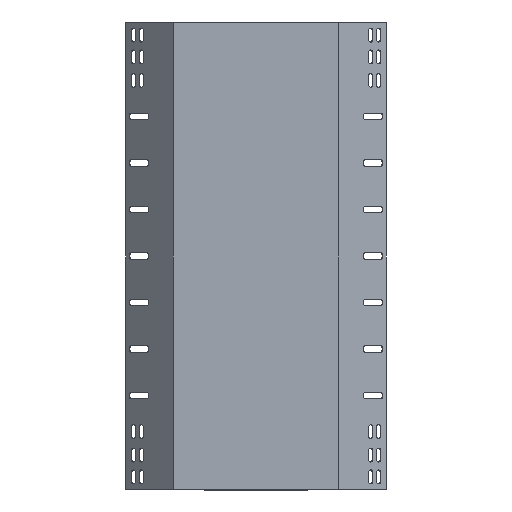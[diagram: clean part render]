
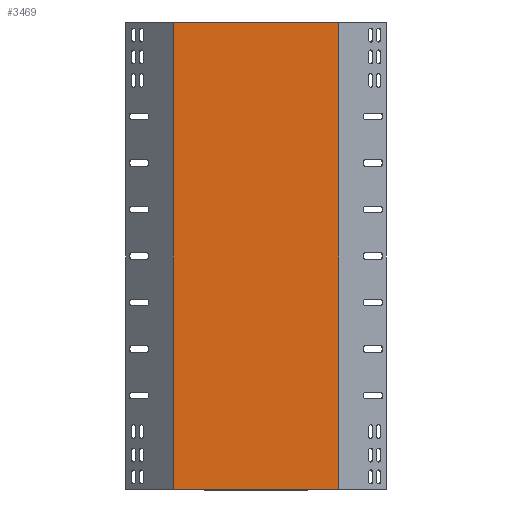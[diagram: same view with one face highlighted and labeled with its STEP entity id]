
A CAD part, front view. The second image highlights one B-rep face of the part: STEP entity #3469.
In plain terms, the highlighted planar face has unit normal (0, -1, 0).
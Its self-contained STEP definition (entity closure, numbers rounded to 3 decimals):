
#750 = CARTESIAN_POINT ( 'NONE',  ( -110.949, -23.927, 225.8 ) ) ;
#1111 = ORIENTED_EDGE ( 'NONE', *, *, #6043, .F. ) ;
#2003 = CARTESIAN_POINT ( 'NONE',  ( -110.618, -23.927, 225. ) ) ;
#2532 = DIRECTION ( 'NONE',  ( 1., 0., 0. ) ) ;
#2816 = VECTOR ( 'NONE', #9582, 1000. ) ;
#2847 = EDGE_CURVE ( 'NONE', #8802, #3841, #8396, .T. ) ;
#2910 = CARTESIAN_POINT ( 'NONE',  ( 66.713, -23.927, 225.8 ) ) ;
#3234 = ORIENTED_EDGE ( 'NONE', *, *, #4637, .T. ) ;
#3342 = LINE ( 'NONE', #6634, #9428 ) ;
#3469 = ADVANCED_FACE ( 'NONE', ( #6184 ), #9152, .F. ) ;
#3538 = DIRECTION ( 'NONE',  ( 1., 0., 0. ) ) ;
#3841 = VERTEX_POINT ( 'NONE', #2910 ) ;
#3889 = AXIS2_PLACEMENT_3D ( 'NONE', #2003, #4387, #9955 ) ;
#4387 = DIRECTION ( 'NONE',  ( 0., 1., 0. ) ) ;
#4637 = EDGE_CURVE ( 'NONE', #6570, #3841, #4873, .T. ) ;
#4671 = CARTESIAN_POINT ( 'NONE',  ( 66.713, -23.927, -275.8 ) ) ;
#4873 = LINE ( 'NONE', #5609, #2816 ) ;
#5108 = CARTESIAN_POINT ( 'NONE',  ( -111.853, -23.927, -275.8 ) ) ;
#5194 = LINE ( 'NONE', #5108, #7285 ) ;
#5609 = CARTESIAN_POINT ( 'NONE',  ( 66.713, -23.927, -275.612 ) ) ;
#6032 = ORIENTED_EDGE ( 'NONE', *, *, #6073, .T. ) ;
#6043 = EDGE_CURVE ( 'NONE', #7774, #8802, #3342, .T. ) ;
#6073 = EDGE_CURVE ( 'NONE', #7774, #6570, #5194, .T. ) ;
#6184 = FACE_OUTER_BOUND ( 'NONE', #7249, .T. ) ;
#6493 = VECTOR ( 'NONE', #2532, 1000. ) ;
#6570 = VERTEX_POINT ( 'NONE', #4671 ) ;
#6634 = CARTESIAN_POINT ( 'NONE',  ( -110.949, -23.927, -275.612 ) ) ;
#7249 = EDGE_LOOP ( 'NONE', ( #6032, #3234, #9702, #1111 ) ) ;
#7285 = VECTOR ( 'NONE', #3538, 1000. ) ;
#7714 = CARTESIAN_POINT ( 'NONE',  ( -110.949, -23.927, -275.8 ) ) ;
#7774 = VERTEX_POINT ( 'NONE', #7714 ) ;
#8055 = CARTESIAN_POINT ( 'NONE',  ( -111.853, -23.927, 225.8 ) ) ;
#8396 = LINE ( 'NONE', #8055, #6493 ) ;
#8802 = VERTEX_POINT ( 'NONE', #750 ) ;
#9049 = DIRECTION ( 'NONE',  ( 0., 0., 1. ) ) ;
#9152 = PLANE ( 'NONE',  #3889 ) ;
#9428 = VECTOR ( 'NONE', #9049, 1000. ) ;
#9582 = DIRECTION ( 'NONE',  ( 0., 0., 1. ) ) ;
#9702 = ORIENTED_EDGE ( 'NONE', *, *, #2847, .F. ) ;
#9955 = DIRECTION ( 'NONE',  ( 0., 0., 1. ) ) ;
